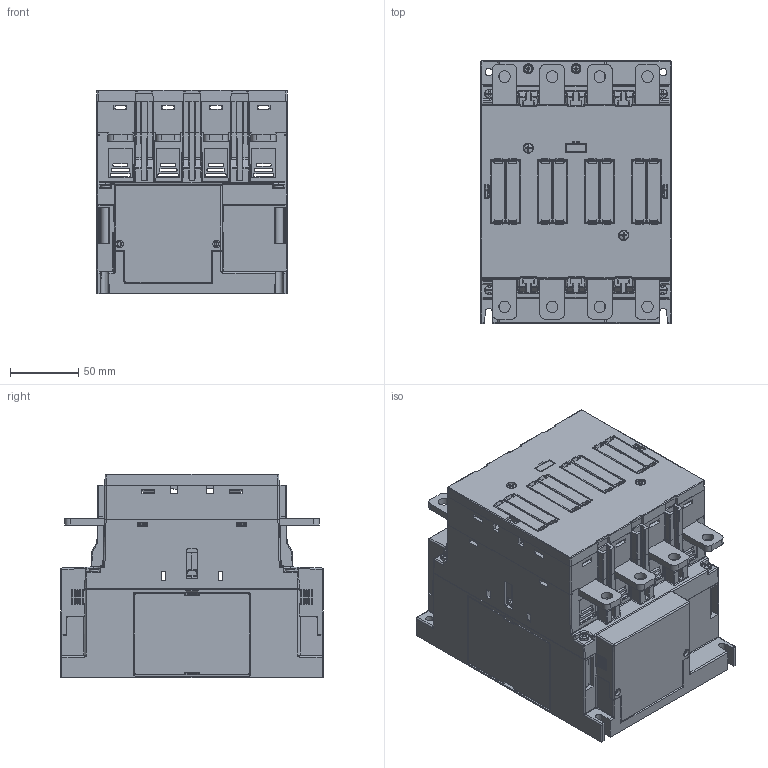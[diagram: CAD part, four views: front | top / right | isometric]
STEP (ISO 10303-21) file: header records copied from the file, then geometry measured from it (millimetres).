
FILE_DESCRIPTION(/* description */ (''),/* implementation_level */ '2;1');
FILE_NAME(/* name */ 'FILE_STP_CAD_DRAWING_3d_BF160T4_prt.stp',/* time_stamp */ '2021-12-13T11:14:12+01:00',/* author */ (''),/* organization */ (''),/* preprocessor_version */ 'ST-DEVELOPER v16.7',/* originating_system */ 'SIEMENS PLM Software NX 12.0',/* authorisation */ '');
FILE_SCHEMA (('AUTOMOTIVE_DESIGN { 1 0 10303 214 3 1 1 1 }'));
Products named in the file (1): 3d_BF160T4
Bounding box: 140 x 193 x 149.3 mm (x, y, z)
Surface area: 411084.2 mm2 (no closed solid volume)
Topology: 0 solids, 44 shells, 5073 faces, 17656 edges, 12387 vertices
Faces by surface type: plane 2883, cylinder 1487, cone 334, bspline 194, sphere 101, torus 74
Full cylindrical faces by diameter (mm): 2.7 x2, 2.85 x2, 2.9 x2, 3.4 x4, 3.48 x2, 3.54 x2, 3.8 x2, 5.6 x2, 6.2 x2, 7 x3, 7.371 x2, 8.5 x8
Entity records: 194612 total; most frequent: CARTESIAN_POINT 42056, DIRECTION 31693, ORIENTED_EDGE 30357, EDGE_CURVE 17451, VERTEX_POINT 12336, LINE 11825, VECTOR 11825, AXIS2_PLACEMENT_3D 9934
